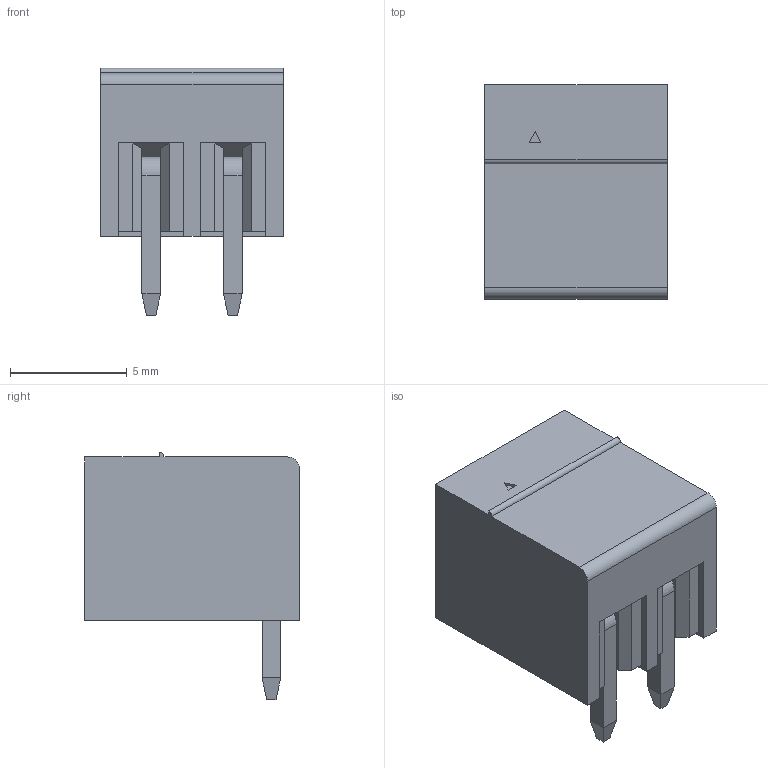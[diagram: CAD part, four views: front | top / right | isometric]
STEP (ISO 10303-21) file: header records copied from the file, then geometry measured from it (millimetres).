
FILE_DESCRIPTION (( 'STEP AP214' ), '1' );
FILE_NAME ('15EDGRC-3.5-02P-14-00AH.STEP', '2021-01-29T02:01:35', ( '' ), ( '' ), 'SwSTEP 2.0', 'SolidWorks 2020', '' );
FILE_SCHEMA (( 'AUTOMOTIVE_DESIGN' ));
Length unit declared in the file: millimetre
Products named in the file (1): 15EDGRC-3.5-02P-14-00AH
Bounding box: 7.8 x 9.2 x 10.6 mm (x, y, z)
Volume: 241.8 mm3; surface area: 822.9 mm2
Topology: 1 solids, 3 shells, 451 faces, 1208 edges, 796 vertices
Faces by surface type: plane 295, bspline 142, cylinder 8, torus 4, cone 2
Entity records: 24713 total; most frequent: CARTESIAN_POINT 10878, ORIENTED_EDGE 2416, DIRECTION 1574, EDGE_CURVE 1208, LINE 894, VECTOR 894, VERTEX_POINT 796, EDGE_LOOP 484
